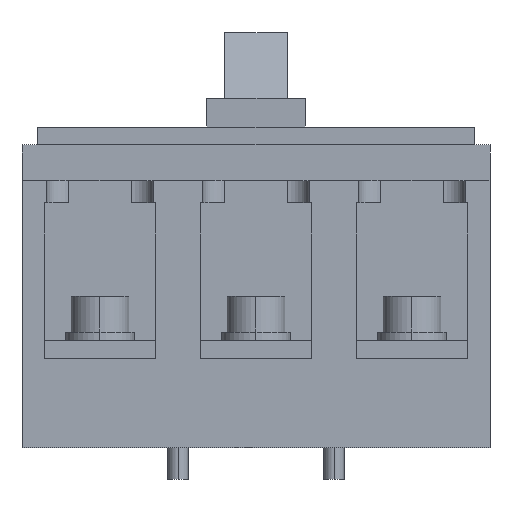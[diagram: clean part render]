
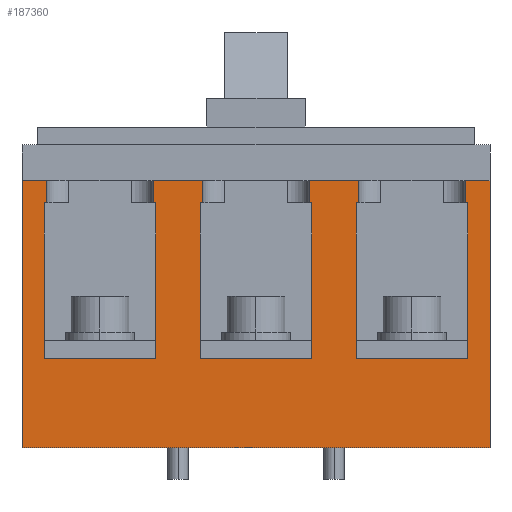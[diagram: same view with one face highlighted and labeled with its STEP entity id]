
A CAD part, front view. The second image highlights one B-rep face of the part: STEP entity #187360.
In plain terms, the highlighted planar face has unit normal (0, -1, 0).
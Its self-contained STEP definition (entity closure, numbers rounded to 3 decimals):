
#155420=CARTESIAN_POINT('',(0.,270.252,-67.995));
#155430=DIRECTION('',(1.,0.,0.));
#155440=VECTOR('',#155430,1.);
#155450=LINE('',#155420,#155440);
#155460=CARTESIAN_POINT('',(36.406,270.252,
-67.995));
#155470=VERTEX_POINT('',#155460);
#155480=CARTESIAN_POINT('',(61.406,270.252,
-67.995));
#155490=VERTEX_POINT('',#155480);
#155500=EDGE_CURVE('',#155470,#155490,#155450,.T.);
#156370=CARTESIAN_POINT('',(0.,270.252,-67.995));
#156380=DIRECTION('',(1.,0.,0.));
#156390=VECTOR('',#156380,1.);
#156400=LINE('',#156370,#156390);
#156410=CARTESIAN_POINT('',(71.406,270.252,
-67.995));
#156420=VERTEX_POINT('',#156410);
#156430=CARTESIAN_POINT('',(96.406,270.252,
-67.995));
#156440=VERTEX_POINT('',#156430);
#156450=EDGE_CURVE('',#156420,#156440,#156400,.T.);
#156920=CARTESIAN_POINT('',(106.906,270.252,0.));
#156930=DIRECTION('',(0.,0.,-1.));
#156940=VECTOR('',#156930,1.);
#156950=LINE('',#156920,#156940);
#156960=CARTESIAN_POINT('',(106.906,270.252,
-27.995));
#156970=VERTEX_POINT('',#156960);
#156980=CARTESIAN_POINT('',(106.906,270.252,
-32.995));
#156990=VERTEX_POINT('',#156980);
#157000=EDGE_CURVE('',#156970,#156990,#156950,.T.);
#158670=CARTESIAN_POINT('',(71.906,270.252,
-27.995));
#158680=VERTEX_POINT('',#158670);
#158710=CARTESIAN_POINT('',(0.,270.252,-27.995));
#158720=DIRECTION('',(-1.,0.,0.));
#158730=VECTOR('',#158720,1.);
#158740=LINE('',#158710,#158730);
#158750=CARTESIAN_POINT('',(60.906,270.252,
-27.995));
#158760=VERTEX_POINT('',#158750);
#158770=EDGE_CURVE('',#158680,#158760,#158740,.T.);
#159170=CARTESIAN_POINT('',(36.906,270.252,
-27.995));
#159180=VERTEX_POINT('',#159170);
#159210=CARTESIAN_POINT('',(0.,270.252,-27.995));
#159220=DIRECTION('',(-1.,0.,0.));
#159230=VECTOR('',#159220,1.);
#159240=LINE('',#159210,#159230);
#159250=CARTESIAN_POINT('',(31.406,270.252,
-27.995));
#159260=VERTEX_POINT('',#159250);
#159270=EDGE_CURVE('',#159180,#159260,#159240,.T.);
#159400=CARTESIAN_POINT('',(136.406,270.252,
-27.995));
#159410=VERTEX_POINT('',#159400);
#159440=CARTESIAN_POINT('',(0.,270.252,-27.995));
#159450=DIRECTION('',(-1.,0.,0.));
#159460=VECTOR('',#159450,1.);
#159470=LINE('',#159440,#159460);
#159480=CARTESIAN_POINT('',(130.906,270.252,
-27.995));
#159490=VERTEX_POINT('',#159480);
#159500=EDGE_CURVE('',#159410,#159490,#159470,.T.);
#159850=CARTESIAN_POINT('',(0.,270.252,-27.995));
#159860=DIRECTION('',(-1.,0.,0.));
#159870=VECTOR('',#159860,1.);
#159880=LINE('',#159850,#159870);
#159890=CARTESIAN_POINT('',(95.906,270.252,
-27.995));
#159900=VERTEX_POINT('',#159890);
#159910=EDGE_CURVE('',#156970,#159900,#159880,.T.);
#160320=CARTESIAN_POINT('',(136.406,270.252,
-87.995));
#160330=VERTEX_POINT('',#160320);
#161050=CARTESIAN_POINT('',(31.406,270.252,
-87.995));
#161060=VERTEX_POINT('',#161050);
#161090=CARTESIAN_POINT('',(0.,270.252,-87.995));
#161100=DIRECTION('',(-1.,0.,0.));
#161110=VECTOR('',#161100,1.);
#161120=LINE('',#161090,#161110);
#161130=EDGE_CURVE('',#160330,#161060,#161120,.T.);
#161830=CARTESIAN_POINT('',(36.906,270.252,0.));
#161840=DIRECTION('',(0.,0.,-1.));
#161850=VECTOR('',#161840,1.);
#161860=LINE('',#161830,#161850);
#161870=CARTESIAN_POINT('',(36.906,270.252,
-32.995));
#161880=VERTEX_POINT('',#161870);
#161890=EDGE_CURVE('',#159180,#161880,#161860,.T.);
#163740=CARTESIAN_POINT('',(0.,270.252,-67.995));
#163750=DIRECTION('',(1.,0.,0.));
#163760=VECTOR('',#163750,1.);
#163770=LINE('',#163740,#163760);
#163780=CARTESIAN_POINT('',(106.406,270.252,
-67.995));
#163790=VERTEX_POINT('',#163780);
#163800=CARTESIAN_POINT('',(131.406,270.252,
-67.995));
#163810=VERTEX_POINT('',#163800);
#163820=EDGE_CURVE('',#163790,#163810,#163770,.T.);
#164550=CARTESIAN_POINT('',(71.906,270.252,0.));
#164560=DIRECTION('',(0.,0.,-1.));
#164570=VECTOR('',#164560,1.);
#164580=LINE('',#164550,#164570);
#164590=CARTESIAN_POINT('',(71.906,270.252,
-32.995));
#164600=VERTEX_POINT('',#164590);
#164610=EDGE_CURVE('',#158680,#164600,#164580,.T.);
#165270=CARTESIAN_POINT('',(95.906,270.252,0.));
#165280=DIRECTION('',(0.,0.,1.));
#165290=VECTOR('',#165280,1.);
#165300=LINE('',#165270,#165290);
#165310=CARTESIAN_POINT('',(95.906,270.252,
-32.995));
#165320=VERTEX_POINT('',#165310);
#165330=EDGE_CURVE('',#165320,#159900,#165300,.T.);
#166240=CARTESIAN_POINT('',(31.406,270.252,0.));
#166250=DIRECTION('',(0.,0.,1.));
#166260=VECTOR('',#166250,1.);
#166270=LINE('',#166240,#166260);
#166280=EDGE_CURVE('',#161060,#159260,#166270,.T.);
#167440=CARTESIAN_POINT('',(60.906,270.252,0.));
#167450=DIRECTION('',(0.,0.,1.));
#167460=VECTOR('',#167450,1.);
#167470=LINE('',#167440,#167460);
#167480=CARTESIAN_POINT('',(60.906,270.252,
-32.995));
#167490=VERTEX_POINT('',#167480);
#167500=EDGE_CURVE('',#167490,#158760,#167470,.T.);
#168570=CARTESIAN_POINT('',(130.906,270.252,0.));
#168580=DIRECTION('',(0.,0.,1.));
#168590=VECTOR('',#168580,1.);
#168600=LINE('',#168570,#168590);
#168610=CARTESIAN_POINT('',(130.906,270.252,
-32.995));
#168620=VERTEX_POINT('',#168610);
#168630=EDGE_CURVE('',#168620,#159490,#168600,.T.);
#176800=CARTESIAN_POINT('',(136.406,270.252,0.));
#176810=DIRECTION('',(0.,0.,1.));
#176820=VECTOR('',#176810,1.);
#176830=LINE('',#176800,#176820);
#176840=EDGE_CURVE('',#160330,#159410,#176830,.T.);
#182350=CARTESIAN_POINT('',(0.,270.252,-32.995));
#182360=DIRECTION('',(1.,0.,0.));
#182370=VECTOR('',#182360,1.);
#182380=LINE('',#182350,#182370);
#182390=CARTESIAN_POINT('',(131.406,270.252,
-32.995));
#182400=VERTEX_POINT('',#182390);
#182410=EDGE_CURVE('',#168620,#182400,#182380,.T.);
#182670=CARTESIAN_POINT('',(0.,270.252,-32.995));
#182680=DIRECTION('',(1.,0.,0.));
#182690=VECTOR('',#182680,1.);
#182700=LINE('',#182670,#182690);
#182710=CARTESIAN_POINT('',(61.406,270.252,
-32.995));
#182720=VERTEX_POINT('',#182710);
#182730=EDGE_CURVE('',#167490,#182720,#182700,.T.);
#183020=CARTESIAN_POINT('',(71.406,270.252,
-32.995));
#183030=VERTEX_POINT('',#183020);
#183060=CARTESIAN_POINT('',(0.,270.252,-32.995));
#183070=DIRECTION('',(1.,0.,0.));
#183080=VECTOR('',#183070,1.);
#183090=LINE('',#183060,#183080);
#183100=EDGE_CURVE('',#183030,#164600,#183090,.T.);
#183570=CARTESIAN_POINT('',(0.,270.252,-32.995));
#183580=DIRECTION('',(1.,0.,0.));
#183590=VECTOR('',#183580,1.);
#183600=LINE('',#183570,#183590);
#183610=CARTESIAN_POINT('',(96.406,270.252,
-32.995));
#183620=VERTEX_POINT('',#183610);
#183630=EDGE_CURVE('',#165320,#183620,#183600,.T.);
#183850=CARTESIAN_POINT('',(106.406,270.252,
-32.995));
#183860=VERTEX_POINT('',#183850);
#183890=CARTESIAN_POINT('',(0.,270.252,-32.995));
#183900=DIRECTION('',(1.,0.,0.));
#183910=VECTOR('',#183900,1.);
#183920=LINE('',#183890,#183910);
#183930=EDGE_CURVE('',#183860,#156990,#183920,.T.);
#184170=CARTESIAN_POINT('',(36.406,270.252,
-32.995));
#184180=VERTEX_POINT('',#184170);
#184210=CARTESIAN_POINT('',(0.,270.252,-32.995));
#184220=DIRECTION('',(-1.,0.,0.));
#184230=VECTOR('',#184220,1.);
#184240=LINE('',#184210,#184230);
#184250=EDGE_CURVE('',#161880,#184180,#184240,.T.);
#186070=CARTESIAN_POINT('',(36.406,270.252,0.));
#186080=DIRECTION('',(0.,0.,-1.));
#186090=VECTOR('',#186080,1.);
#186100=LINE('',#186070,#186090);
#186110=EDGE_CURVE('',#184180,#155470,#186100,.T.);
#186240=CARTESIAN_POINT('',(71.406,270.252,0.));
#186250=DIRECTION('',(0.,0.,-1.));
#186260=VECTOR('',#186250,1.);
#186270=LINE('',#186240,#186260);
#186280=EDGE_CURVE('',#183030,#156420,#186270,.T.);
#186410=CARTESIAN_POINT('',(106.406,270.252,0.));
#186420=DIRECTION('',(0.,0.,1.));
#186430=VECTOR('',#186420,1.);
#186440=LINE('',#186410,#186430);
#186450=EDGE_CURVE('',#163790,#183860,#186440,.T.);
#186580=CARTESIAN_POINT('',(131.406,270.252,0.));
#186590=DIRECTION('',(0.,0.,-1.));
#186600=VECTOR('',#186590,1.);
#186610=LINE('',#186580,#186600);
#186620=EDGE_CURVE('',#182400,#163810,#186610,.T.);
#186750=CARTESIAN_POINT('',(96.406,270.252,0.));
#186760=DIRECTION('',(0.,0.,-1.));
#186770=VECTOR('',#186760,1.);
#186780=LINE('',#186750,#186770);
#186790=EDGE_CURVE('',#183620,#156440,#186780,.T.);
#186920=CARTESIAN_POINT('',(61.406,270.252,0.));
#186930=DIRECTION('',(0.,0.,-1.));
#186940=VECTOR('',#186930,1.);
#186950=LINE('',#186920,#186940);
#186960=EDGE_CURVE('',#182720,#155490,#186950,.T.);
#187010=CARTESIAN_POINT('',(61.506,270.252,
-32.995));
#187020=DIRECTION('',(-0.,-1.,-0.));
#187030=DIRECTION('',(-1.,0.,0.));
#187040=AXIS2_PLACEMENT_3D('',#187010,#187020,#187030);
#187050=PLANE('',#187040);
#187060=ORIENTED_EDGE('',*,*,#182730,.T.);
#187070=ORIENTED_EDGE('',*,*,#167500,.F.);
#187080=ORIENTED_EDGE('',*,*,#158770,.T.);
#187090=ORIENTED_EDGE('',*,*,#164610,.F.);
#187100=ORIENTED_EDGE('',*,*,#183100,.T.);
#187110=ORIENTED_EDGE('',*,*,#186280,.F.);
#187120=ORIENTED_EDGE('',*,*,#156450,.F.);
#187130=ORIENTED_EDGE('',*,*,#186790,.T.);
#187140=ORIENTED_EDGE('',*,*,#183630,.T.);
#187150=ORIENTED_EDGE('',*,*,#165330,.F.);
#187160=ORIENTED_EDGE('',*,*,#159910,.T.);
#187170=ORIENTED_EDGE('',*,*,#157000,.F.);
#187180=ORIENTED_EDGE('',*,*,#183930,.T.);
#187190=ORIENTED_EDGE('',*,*,#186450,.T.);
#187200=ORIENTED_EDGE('',*,*,#163820,.F.);
#187210=ORIENTED_EDGE('',*,*,#186620,.T.);
#187220=ORIENTED_EDGE('',*,*,#182410,.T.);
#187230=ORIENTED_EDGE('',*,*,#168630,.F.);
#187240=ORIENTED_EDGE('',*,*,#159500,.T.);
#187250=ORIENTED_EDGE('',*,*,#176840,.T.);
#187260=ORIENTED_EDGE('',*,*,#161130,.F.);
#187270=ORIENTED_EDGE('',*,*,#166280,.F.);
#187280=ORIENTED_EDGE('',*,*,#159270,.T.);
#187290=ORIENTED_EDGE('',*,*,#161890,.F.);
#187300=ORIENTED_EDGE('',*,*,#184250,.F.);
#187310=ORIENTED_EDGE('',*,*,#186110,.F.);
#187320=ORIENTED_EDGE('',*,*,#155500,.F.);
#187330=ORIENTED_EDGE('',*,*,#186960,.T.);
#187340=EDGE_LOOP('',(#187330,#187320,#187310,#187300,#187290,#187280,
#187270,#187260,#187250,#187240,#187230,#187220,#187210,#187200,#187190,
#187180,#187170,#187160,#187150,#187140,#187130,#187120,#187110,#187100,
#187090,#187080,#187070,#187060));
#187350=FACE_OUTER_BOUND('',#187340,.T.);
#187360=ADVANCED_FACE('',(#187350),#187050,.T.);
